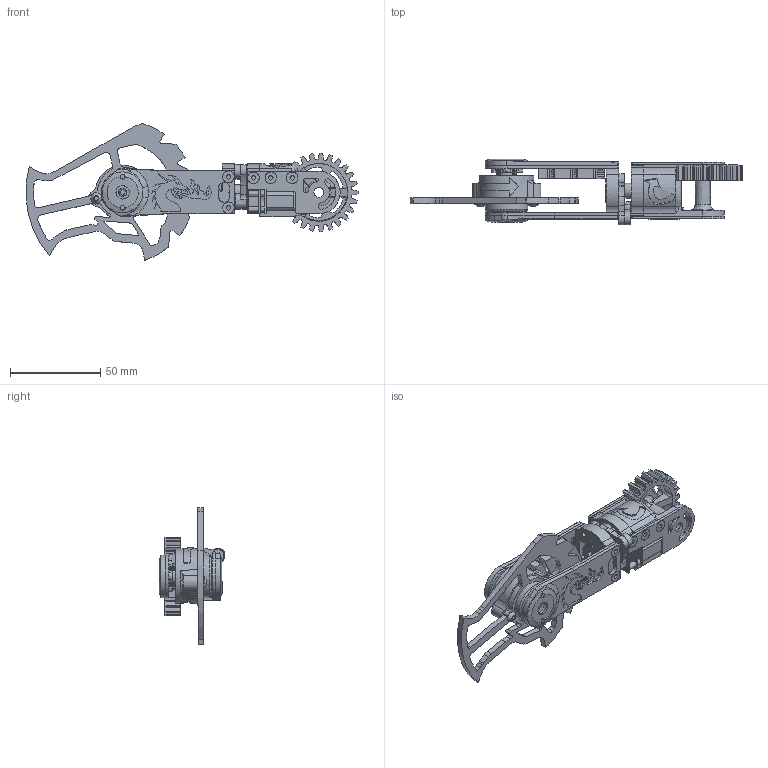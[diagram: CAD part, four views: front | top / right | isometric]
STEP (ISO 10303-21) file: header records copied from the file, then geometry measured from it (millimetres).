
FILE_DESCRIPTION(('FreeCAD Model'),'2;1');
FILE_NAME('Open CASCADE Shape Model','2025-05-02T06:51:17',('FreeCAD'),( 'FreeCAD'),'Open CASCADE STEP processor 7.6','FreeCAD','Unknown');
FILE_SCHEMA(('AUTOMOTIVE_DESIGN { 1 0 10303 214 1 1 1 1 }'));
Products named in the file (1): Open CASCADE STEP translator 7.6 1
Bounding box: 183.5 x 36.36 x 75.63 mm (x, y, z)
Volume: 59970.4 mm3; surface area: 64269.1 mm2
Topology: 72 solids, 72 shells, 3493 faces, 9617 edges, 6260 vertices
Faces by surface type: bspline 3493
Entity records: 215229 total; most frequent: CARTESIAN_POINT 160330, ORIENTED_EDGE 19152, EDGE_CURVE 9576, B_SPLINE_CURVE_WITH_KNOTS 7132, VERTEX_POINT 6246, FACE_BOUND 3814, EDGE_LOOP 3802, ADVANCED_FACE 3490
